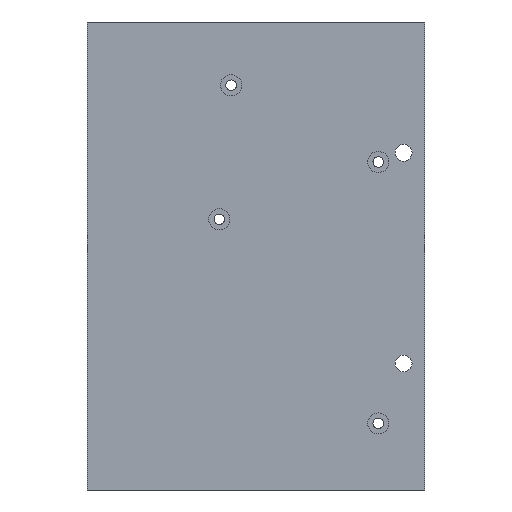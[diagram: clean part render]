
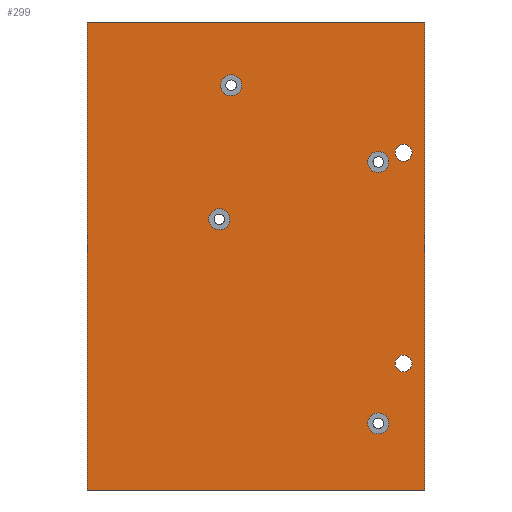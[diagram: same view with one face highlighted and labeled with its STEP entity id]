
A CAD part, front view. The second image highlights one B-rep face of the part: STEP entity #299.
In plain terms, the highlighted planar face has unit normal (0, -1, 0).
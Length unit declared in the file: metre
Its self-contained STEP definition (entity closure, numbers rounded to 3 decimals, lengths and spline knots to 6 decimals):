
#28=CIRCLE('',#336,0.002);
#29=CIRCLE('',#338,0.002);
#30=CIRCLE('',#341,0.0025);
#31=CIRCLE('',#342,0.0025);
#32=CIRCLE('',#343,0.0025);
#33=CIRCLE('',#344,0.0025);
#72=ORIENTED_EDGE('',*,*,#126,.F.);
#73=ORIENTED_EDGE('',*,*,#127,.F.);
#74=ORIENTED_EDGE('',*,*,#128,.F.);
#75=ORIENTED_EDGE('',*,*,#129,.F.);
#76=ORIENTED_EDGE('',*,*,#124,.T.);
#77=ORIENTED_EDGE('',*,*,#123,.T.);
#78=ORIENTED_EDGE('',*,*,#117,.F.);
#79=ORIENTED_EDGE('',*,*,#120,.F.);
#80=ORIENTED_EDGE('',*,*,#122,.F.);
#81=ORIENTED_EDGE('',*,*,#125,.T.);
#117=EDGE_CURVE('',#148,#149,#171,.T.);
#120=EDGE_CURVE('',#150,#148,#174,.T.);
#122=EDGE_CURVE('',#151,#150,#176,.T.);
#123=EDGE_CURVE('',#152,#152,#28,.T.);
#124=EDGE_CURVE('',#153,#153,#29,.T.);
#125=EDGE_CURVE('',#151,#149,#177,.T.);
#126=EDGE_CURVE('',#154,#154,#30,.T.);
#127=EDGE_CURVE('',#155,#155,#31,.T.);
#128=EDGE_CURVE('',#156,#156,#32,.T.);
#129=EDGE_CURVE('',#157,#157,#33,.T.);
#148=VERTEX_POINT('',#483);
#149=VERTEX_POINT('',#485);
#150=VERTEX_POINT('',#489);
#151=VERTEX_POINT('',#493);
#152=VERTEX_POINT('',#497);
#153=VERTEX_POINT('',#500);
#154=VERTEX_POINT('',#505);
#155=VERTEX_POINT('',#507);
#156=VERTEX_POINT('',#509);
#157=VERTEX_POINT('',#511);
#171=LINE('',#484,#183);
#174=LINE('',#490,#186);
#176=LINE('',#494,#188);
#177=LINE('',#502,#189);
#183=VECTOR('',#388,1.);
#186=VECTOR('',#393,1.);
#188=VECTOR('',#397,1.);
#189=VECTOR('',#408,1.);
#205=EDGE_LOOP('',(#72));
#206=EDGE_LOOP('',(#73));
#207=EDGE_LOOP('',(#74));
#208=EDGE_LOOP('',(#75));
#209=EDGE_LOOP('',(#76));
#210=EDGE_LOOP('',(#77));
#211=EDGE_LOOP('',(#78,#79,#80,#81));
#251=FACE_BOUND('',#205,.T.);
#252=FACE_BOUND('',#206,.T.);
#253=FACE_BOUND('',#207,.T.);
#254=FACE_BOUND('',#208,.T.);
#255=FACE_BOUND('',#209,.T.);
#256=FACE_BOUND('',#210,.T.);
#257=FACE_BOUND('',#211,.T.);
#287=PLANE('',#340);
#299=ADVANCED_FACE('',(#251,#252,#253,#254,#255,#256,#257),#287,.T.);
#336=AXIS2_PLACEMENT_3D('',#496,#400,#401);
#338=AXIS2_PLACEMENT_3D('',#499,#404,#405);
#340=AXIS2_PLACEMENT_3D('',#503,#409,#410);
#341=AXIS2_PLACEMENT_3D('',#504,#411,#412);
#342=AXIS2_PLACEMENT_3D('',#506,#413,#414);
#343=AXIS2_PLACEMENT_3D('',#508,#415,#416);
#344=AXIS2_PLACEMENT_3D('',#510,#417,#418);
#388=DIRECTION('',(0.,0.,1.));
#393=DIRECTION('',(-1.,0.,0.));
#397=DIRECTION('',(0.,0.,-1.));
#400=DIRECTION('',(0.,1.,0.));
#401=DIRECTION('',(0.,0.,1.));
#404=DIRECTION('',(0.,1.,0.));
#405=DIRECTION('',(0.,0.,1.));
#408=DIRECTION('',(-1.,0.,0.));
#409=DIRECTION('',(0.,-1.,0.));
#410=DIRECTION('',(1.,0.,0.));
#411=DIRECTION('',(0.,-1.,0.));
#412=DIRECTION('',(0.,0.,-1.));
#413=DIRECTION('',(0.,-1.,0.));
#414=DIRECTION('',(0.,0.,-1.));
#415=DIRECTION('',(0.,-1.,0.));
#416=DIRECTION('',(0.,0.,-1.));
#417=DIRECTION('',(0.,-1.,0.));
#418=DIRECTION('',(0.,0.,-1.));
#483=CARTESIAN_POINT('',(-0.1075,-0.004,0.0015));
#484=CARTESIAN_POINT('',(-0.1075,-0.004,0.0565));
#485=CARTESIAN_POINT('',(-0.1075,-0.004,0.1125));
#489=CARTESIAN_POINT('',(-0.0275,-0.004,0.0015));
#490=CARTESIAN_POINT('',(-0.002,-0.004,0.0015));
#493=CARTESIAN_POINT('',(-0.0275,-0.004,0.1125));
#494=CARTESIAN_POINT('',(-0.0275,-0.004,0.0565));
#496=CARTESIAN_POINT('',(-0.0325,-0.004,0.0815));
#497=CARTESIAN_POINT('',(-0.0325,-0.004,0.0835));
#499=CARTESIAN_POINT('',(-0.0325,-0.004,0.0315));
#500=CARTESIAN_POINT('',(-0.0325,-0.004,0.0335));
#502=CARTESIAN_POINT('',(-0.002,-0.004,0.1125));
#503=CARTESIAN_POINT('',(-0.1085,-0.004,0.057));
#504=CARTESIAN_POINT('',(-0.0385,-0.004,0.0173));
#505=CARTESIAN_POINT('',(-0.0385,-0.004,0.0148));
#506=CARTESIAN_POINT('',(-0.0385,-0.004,0.0793));
#507=CARTESIAN_POINT('',(-0.0385,-0.004,0.0768));
#508=CARTESIAN_POINT('',(-0.0734,-0.004,0.0975));
#509=CARTESIAN_POINT('',(-0.0734,-0.004,0.095));
#510=CARTESIAN_POINT('',(-0.0762,-0.004,0.0657));
#511=CARTESIAN_POINT('',(-0.0762,-0.004,0.0632));
